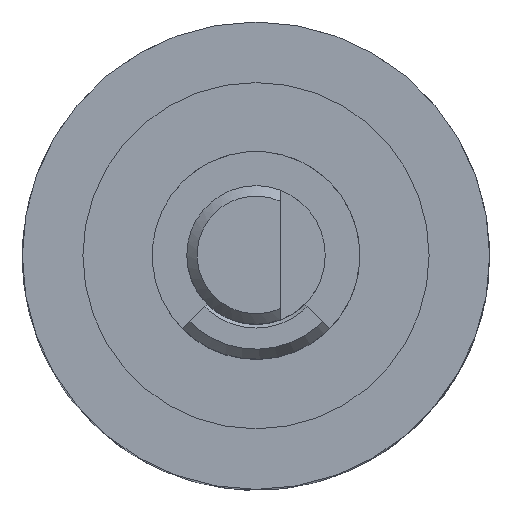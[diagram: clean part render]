
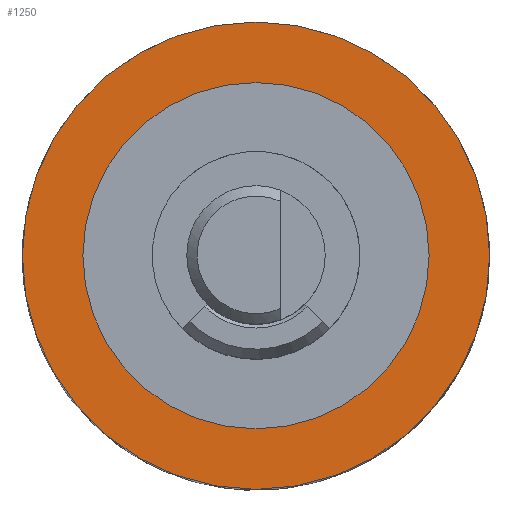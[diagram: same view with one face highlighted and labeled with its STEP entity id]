
A CAD part, top view. The second image highlights one B-rep face of the part: STEP entity #1250.
In plain terms, the highlighted face is planar.
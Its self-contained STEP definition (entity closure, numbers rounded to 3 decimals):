
#538 = DIRECTION ( 'NONE',  ( 0., 0., 1. ) ) ;
#871 = CARTESIAN_POINT ( 'NONE',  ( 0., 0., 3.267 ) ) ;
#1005 = EDGE_LOOP ( 'NONE', ( #6608 ) ) ;
#1250 = ADVANCED_FACE ( 'NONE', ( #5043, #8093 ), #4662, .T. ) ;
#3441 = EDGE_CURVE ( 'NONE', #4210, #4210, #5095, .T. ) ;
#3520 = CARTESIAN_POINT ( 'NONE',  ( 0., 5., 3.267 ) ) ;
#3765 = CIRCLE ( 'NONE', #7950, 5. ) ;
#3914 = DIRECTION ( 'NONE',  ( 0., 0., -1. ) ) ;
#4210 = VERTEX_POINT ( 'NONE', #9389 ) ;
#4662 = PLANE ( 'NONE',  #7327 ) ;
#5043 = FACE_BOUND ( 'NONE', #1005, .T. ) ;
#5067 = CARTESIAN_POINT ( 'NONE',  ( 0., 0., 3.267 ) ) ;
#5095 = CIRCLE ( 'NONE', #5977, 6.75 ) ;
#5977 = AXIS2_PLACEMENT_3D ( 'NONE', #5067, #538, #6819 ) ;
#6236 = CARTESIAN_POINT ( 'NONE',  ( 6.75, 0., 3.267 ) ) ;
#6608 = ORIENTED_EDGE ( 'NONE', *, *, #6946, .T. ) ;
#6819 = DIRECTION ( 'NONE',  ( 1., 0., 0. ) ) ;
#6946 = EDGE_CURVE ( 'NONE', #8299, #8299, #3765, .T. ) ;
#6971 = DIRECTION ( 'NONE',  ( -1., 0., 0. ) ) ;
#7327 = AXIS2_PLACEMENT_3D ( 'NONE', #6236, #3914, #6971 ) ;
#7528 = EDGE_LOOP ( 'NONE', ( #8770 ) ) ;
#7950 = AXIS2_PLACEMENT_3D ( 'NONE', #871, #9632, #9545 ) ;
#8093 = FACE_OUTER_BOUND ( 'NONE', #7528, .T. ) ;
#8299 = VERTEX_POINT ( 'NONE', #3520 ) ;
#8770 = ORIENTED_EDGE ( 'NONE', *, *, #3441, .F. ) ;
#9389 = CARTESIAN_POINT ( 'NONE',  ( 6.75, 0., 3.267 ) ) ;
#9545 = DIRECTION ( 'NONE',  ( 0., 1., 0. ) ) ;
#9632 = DIRECTION ( 'NONE',  ( 0., 0., 1. ) ) ;
